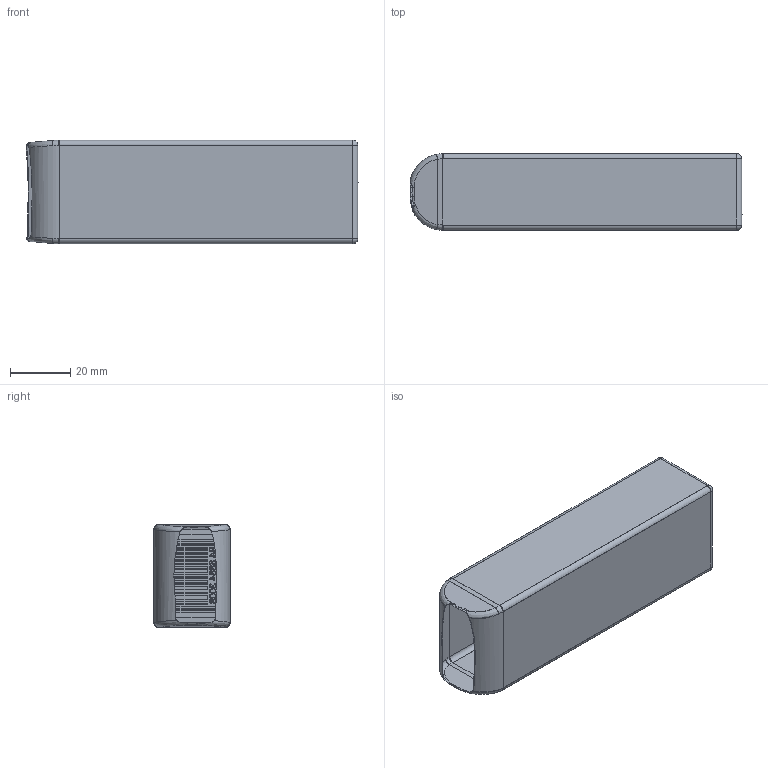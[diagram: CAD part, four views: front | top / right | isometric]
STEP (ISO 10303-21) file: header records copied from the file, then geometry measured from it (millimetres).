
FILE_DESCRIPTION (( 'STEP AP203' ), '1' );
FILE_NAME ('FUNDA_Predeterminado_sldprt.STEP', '2022-09-20T08:33:17', ( '' ), ( '' ), 'SwSTEP 2.0', 'SolidWorks 2020', '' );
FILE_SCHEMA (( 'CONFIG_CONTROL_DESIGN' ));
Length unit declared in the file: millimetre
Products named in the file (1): FUNDA_Predeterminado_sldprt
Bounding box: 110.29 x 25.4 x 34.4 mm (x, y, z)
Volume: 2757.1 mm3; surface area: 28181.1 mm2
Topology: 2 solids, 2 shells, 366 faces, 914 edges, 588 vertices
Faces by surface type: plane 201, bspline 117, cylinder 32, torus 8, sphere 8
Entity records: 17009 total; most frequent: CARTESIAN_POINT 9058, ORIENTED_EDGE 1812, DIRECTION 1232, EDGE_CURVE 906, VERTEX_POINT 588, LINE 576, VECTOR 576, EDGE_LOOP 410
